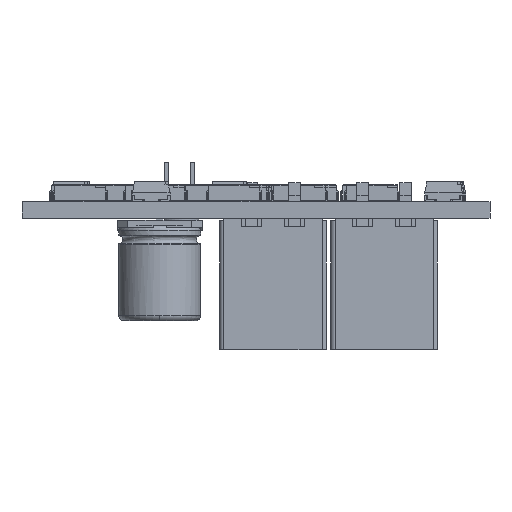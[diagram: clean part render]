
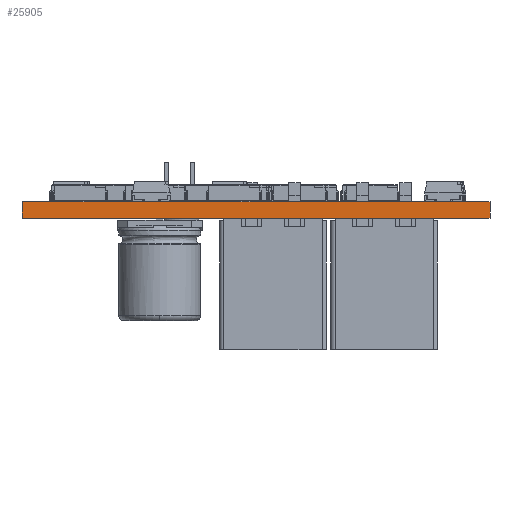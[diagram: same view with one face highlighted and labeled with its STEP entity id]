
A CAD part, front view. The second image highlights one B-rep face of the part: STEP entity #25905.
In plain terms, the highlighted planar face has unit normal (0, -1, 0).
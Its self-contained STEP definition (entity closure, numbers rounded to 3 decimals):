
#25789 = EDGE_CURVE('',#25790,#25792,#25794,.T.);
#25790 = VERTEX_POINT('',#25791);
#25791 = CARTESIAN_POINT('',(145.064,-189.325,0.));
#25792 = VERTEX_POINT('',#25793);
#25793 = CARTESIAN_POINT('',(145.064,-189.325,1.6));
#25794 = SURFACE_CURVE('',#25795,(#25799,#25811),.PCURVE_S1.);
#25795 = LINE('',#25796,#25797);
#25796 = CARTESIAN_POINT('',(145.064,-189.325,0.));
#25797 = VECTOR('',#25798,1.);
#25798 = DIRECTION('',(0.,0.,1.));
#25799 = PCURVE('',#25800,#25805);
#25800 = PLANE('',#25801);
#25801 = AXIS2_PLACEMENT_3D('',#25802,#25803,#25804);
#25802 = CARTESIAN_POINT('',(145.064,-189.325,0.));
#25803 = DIRECTION('',(-1.,0.,0.));
#25804 = DIRECTION('',(0.,1.,0.));
#25805 = DEFINITIONAL_REPRESENTATION('',(#25806),#25810);
#25806 = LINE('',#25807,#25808);
#25807 = CARTESIAN_POINT('',(0.,0.));
#25808 = VECTOR('',#25809,1.);
#25809 = DIRECTION('',(0.,-1.));
#25810 = ( GEOMETRIC_REPRESENTATION_CONTEXT(2) 
PARAMETRIC_REPRESENTATION_CONTEXT() REPRESENTATION_CONTEXT('2D SPACE',''
  ) );
#25811 = PCURVE('',#25812,#25817);
#25812 = PLANE('',#25813);
#25813 = AXIS2_PLACEMENT_3D('',#25814,#25815,#25816);
#25814 = CARTESIAN_POINT('',(99.344,-189.325,0.));
#25815 = DIRECTION('',(0.,1.,0.));
#25816 = DIRECTION('',(1.,0.,0.));
#25817 = DEFINITIONAL_REPRESENTATION('',(#25818),#25822);
#25818 = LINE('',#25819,#25820);
#25819 = CARTESIAN_POINT('',(45.72,0.));
#25820 = VECTOR('',#25821,1.);
#25821 = DIRECTION('',(0.,-1.));
#25822 = ( GEOMETRIC_REPRESENTATION_CONTEXT(2) 
PARAMETRIC_REPRESENTATION_CONTEXT() REPRESENTATION_CONTEXT('2D SPACE',''
  ) );
#25840 = PLANE('',#25841);
#25841 = AXIS2_PLACEMENT_3D('',#25842,#25843,#25844);
#25842 = CARTESIAN_POINT('',(119.66,-111.027,1.6));
#25843 = DIRECTION('',(0.,0.,1.));
#25844 = DIRECTION('',(1.,0.,-0.));
#25894 = PLANE('',#25895);
#25895 = AXIS2_PLACEMENT_3D('',#25896,#25897,#25898);
#25896 = CARTESIAN_POINT('',(119.66,-111.027,0.));
#25897 = DIRECTION('',(0.,0.,1.));
#25898 = DIRECTION('',(1.,0.,-0.));
#25905 = ADVANCED_FACE('',(#25906),#25812,.F.);
#25906 = FACE_BOUND('',#25907,.F.);
#25907 = EDGE_LOOP('',(#25908,#25938,#25959,#25960));
#25908 = ORIENTED_EDGE('',*,*,#25909,.T.);
#25909 = EDGE_CURVE('',#25910,#25912,#25914,.T.);
#25910 = VERTEX_POINT('',#25911);
#25911 = CARTESIAN_POINT('',(99.344,-189.325,0.));
#25912 = VERTEX_POINT('',#25913);
#25913 = CARTESIAN_POINT('',(99.344,-189.325,1.6));
#25914 = SURFACE_CURVE('',#25915,(#25919,#25926),.PCURVE_S1.);
#25915 = LINE('',#25916,#25917);
#25916 = CARTESIAN_POINT('',(99.344,-189.325,0.));
#25917 = VECTOR('',#25918,1.);
#25918 = DIRECTION('',(0.,0.,1.));
#25919 = PCURVE('',#25812,#25920);
#25920 = DEFINITIONAL_REPRESENTATION('',(#25921),#25925);
#25921 = LINE('',#25922,#25923);
#25922 = CARTESIAN_POINT('',(0.,0.));
#25923 = VECTOR('',#25924,1.);
#25924 = DIRECTION('',(0.,-1.));
#25925 = ( GEOMETRIC_REPRESENTATION_CONTEXT(2) 
PARAMETRIC_REPRESENTATION_CONTEXT() REPRESENTATION_CONTEXT('2D SPACE',''
  ) );
#25926 = PCURVE('',#25927,#25932);
#25927 = PLANE('',#25928);
#25928 = AXIS2_PLACEMENT_3D('',#25929,#25930,#25931);
#25929 = CARTESIAN_POINT('',(99.344,-21.05,0.));
#25930 = DIRECTION('',(1.,0.,-0.));
#25931 = DIRECTION('',(0.,-1.,0.));
#25932 = DEFINITIONAL_REPRESENTATION('',(#25933),#25937);
#25933 = LINE('',#25934,#25935);
#25934 = CARTESIAN_POINT('',(168.275,0.));
#25935 = VECTOR('',#25936,1.);
#25936 = DIRECTION('',(0.,-1.));
#25937 = ( GEOMETRIC_REPRESENTATION_CONTEXT(2) 
PARAMETRIC_REPRESENTATION_CONTEXT() REPRESENTATION_CONTEXT('2D SPACE',''
  ) );
#25938 = ORIENTED_EDGE('',*,*,#25939,.T.);
#25939 = EDGE_CURVE('',#25912,#25792,#25940,.T.);
#25940 = SURFACE_CURVE('',#25941,(#25945,#25952),.PCURVE_S1.);
#25941 = LINE('',#25942,#25943);
#25942 = CARTESIAN_POINT('',(99.344,-189.325,1.6));
#25943 = VECTOR('',#25944,1.);
#25944 = DIRECTION('',(1.,0.,0.));
#25945 = PCURVE('',#25812,#25946);
#25946 = DEFINITIONAL_REPRESENTATION('',(#25947),#25951);
#25947 = LINE('',#25948,#25949);
#25948 = CARTESIAN_POINT('',(0.,-1.6));
#25949 = VECTOR('',#25950,1.);
#25950 = DIRECTION('',(1.,0.));
#25951 = ( GEOMETRIC_REPRESENTATION_CONTEXT(2) 
PARAMETRIC_REPRESENTATION_CONTEXT() REPRESENTATION_CONTEXT('2D SPACE',''
  ) );
#25952 = PCURVE('',#25840,#25953);
#25953 = DEFINITIONAL_REPRESENTATION('',(#25954),#25958);
#25954 = LINE('',#25955,#25956);
#25955 = CARTESIAN_POINT('',(-20.316,-78.298));
#25956 = VECTOR('',#25957,1.);
#25957 = DIRECTION('',(1.,0.));
#25958 = ( GEOMETRIC_REPRESENTATION_CONTEXT(2) 
PARAMETRIC_REPRESENTATION_CONTEXT() REPRESENTATION_CONTEXT('2D SPACE',''
  ) );
#25959 = ORIENTED_EDGE('',*,*,#25789,.F.);
#25960 = ORIENTED_EDGE('',*,*,#25961,.F.);
#25961 = EDGE_CURVE('',#25910,#25790,#25962,.T.);
#25962 = SURFACE_CURVE('',#25963,(#25967,#25974),.PCURVE_S1.);
#25963 = LINE('',#25964,#25965);
#25964 = CARTESIAN_POINT('',(99.344,-189.325,0.));
#25965 = VECTOR('',#25966,1.);
#25966 = DIRECTION('',(1.,0.,0.));
#25967 = PCURVE('',#25812,#25968);
#25968 = DEFINITIONAL_REPRESENTATION('',(#25969),#25973);
#25969 = LINE('',#25970,#25971);
#25970 = CARTESIAN_POINT('',(0.,0.));
#25971 = VECTOR('',#25972,1.);
#25972 = DIRECTION('',(1.,0.));
#25973 = ( GEOMETRIC_REPRESENTATION_CONTEXT(2) 
PARAMETRIC_REPRESENTATION_CONTEXT() REPRESENTATION_CONTEXT('2D SPACE',''
  ) );
#25974 = PCURVE('',#25894,#25975);
#25975 = DEFINITIONAL_REPRESENTATION('',(#25976),#25980);
#25976 = LINE('',#25977,#25978);
#25977 = CARTESIAN_POINT('',(-20.316,-78.298));
#25978 = VECTOR('',#25979,1.);
#25979 = DIRECTION('',(1.,0.));
#25980 = ( GEOMETRIC_REPRESENTATION_CONTEXT(2) 
PARAMETRIC_REPRESENTATION_CONTEXT() REPRESENTATION_CONTEXT('2D SPACE',''
  ) );
